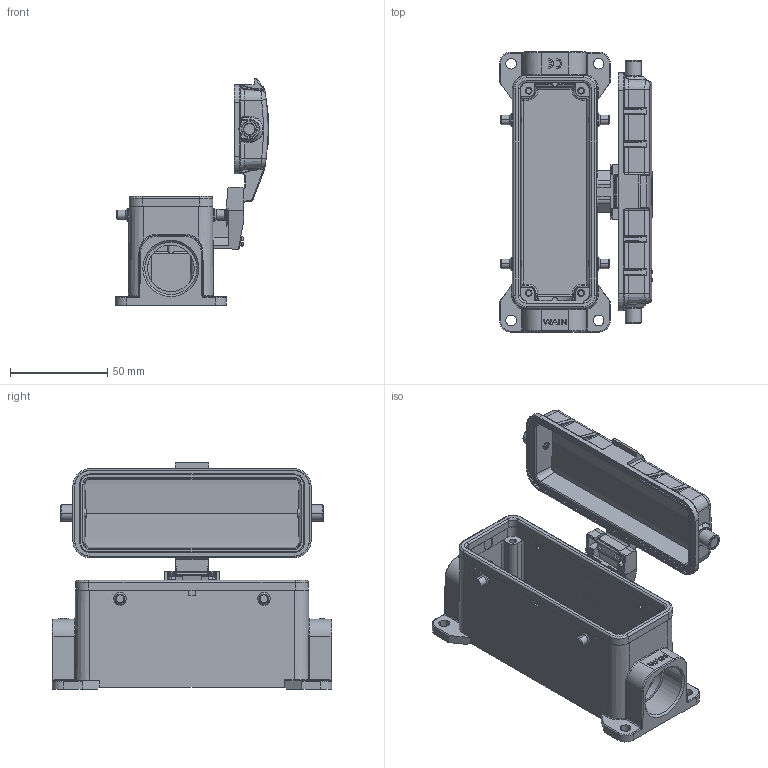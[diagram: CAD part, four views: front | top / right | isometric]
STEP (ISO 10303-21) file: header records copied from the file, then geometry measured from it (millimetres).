
FILE_DESCRIPTION(/* description */ (''),/* implementation_level */ '2;1');
FILE_NAME(/* name */ '3D_1240242701111_HV24B-SF-4B-MCV-PG21_V1.1.STP',/* time_stamp */ '2024-01-15T11:38:28+08:00',/* author */ (''),/* organization */ (''),/* preprocessor_version */ 'ST-DEVELOPER v18.1',/* originating_system */ 'SIEMENS PLM Software NX 1980',/* authorisation */ '');
FILE_SCHEMA (('AUTOMOTIVE_DESIGN { 1 0 10303 214 3 1 1 1 }'));
Products named in the file (1): 14593F888800a5jz
Bounding box: 78.7 x 144 x 116.52 mm (x, y, z)
Volume: 143201.5 mm3; surface area: 81993.9 mm2
Topology: 17 solids, 17 shells, 1631 faces, 4149 edges, 2586 vertices
Faces by surface type: cylinder 660, plane 505, torus 263, bspline 101, cone 80, sphere 14, extrusion 8
Full cylindrical faces by diameter (mm): 3 x4, 4 x2, 24 x1, 26.7 x1, 26.9 x1
Entity records: 62640 total; most frequent: CARTESIAN_POINT 25626, ORIENTED_EDGE 8222, DIRECTION 6897, EDGE_CURVE 4111, AXIS2_PLACEMENT_3D 2607, VERTEX_POINT 2578, EDGE_LOOP 1733, VECTOR 1683
